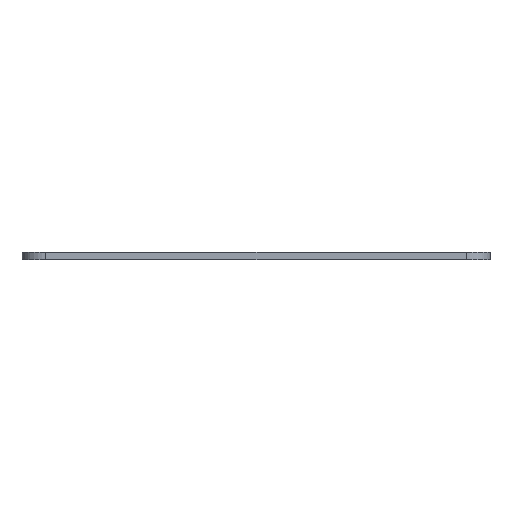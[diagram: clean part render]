
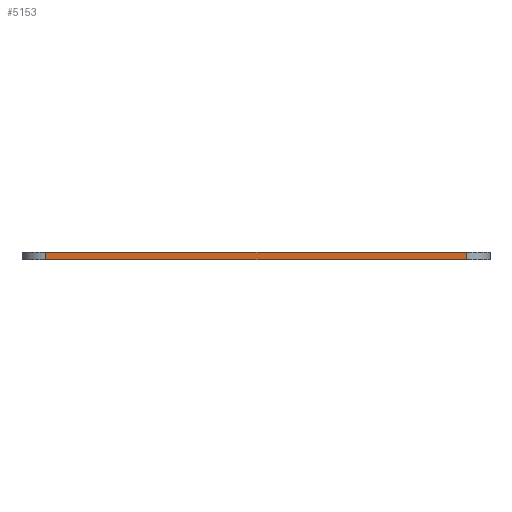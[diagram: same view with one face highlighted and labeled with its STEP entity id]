
A CAD part, left-side view. The second image highlights one B-rep face of the part: STEP entity #5153.
In plain terms, the highlighted planar face has unit normal (-1, 0, 0).
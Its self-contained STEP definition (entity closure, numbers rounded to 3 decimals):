
#263=PLANE('',#5382);
#534=FACE_OUTER_BOUND('',#843,.T.);
#843=EDGE_LOOP('',(#4727,#4728,#4729,#4730));
#1095=LINE('',#9595,#1508);
#1138=LINE('',#9766,#1551);
#1148=LINE('',#9792,#1561);
#1183=LINE('',#9934,#1596);
#1508=VECTOR('',#5728,10.);
#1551=VECTOR('',#5865,10.);
#1561=VECTOR('',#5883,10.);
#1596=VECTOR('',#5996,10.);
#2292=VERTEX_POINT('',#9591);
#2294=VERTEX_POINT('',#9594);
#2375=VERTEX_POINT('',#9764);
#2387=VERTEX_POINT('',#9790);
#2976=EDGE_CURVE('',#2292,#2294,#1095,.T.);
#3059=EDGE_CURVE('',#2375,#2292,#1138,.T.);
#3072=EDGE_CURVE('',#2375,#2387,#1148,.T.);
#3143=EDGE_CURVE('',#2294,#2387,#1183,.T.);
#4727=ORIENTED_EDGE('',*,*,#3059,.F.);
#4728=ORIENTED_EDGE('',*,*,#3072,.T.);
#4729=ORIENTED_EDGE('',*,*,#3143,.F.);
#4730=ORIENTED_EDGE('',*,*,#2976,.F.);
#5153=ADVANCED_FACE('',(#534),#263,.T.);
#5382=AXIS2_PLACEMENT_3D('',#10085,#6221,#6222);
#5728=DIRECTION('',(0.,-1.,0.));
#5865=DIRECTION('',(0.,0.,1.));
#5883=DIRECTION('',(0.,-1.,0.));
#5996=DIRECTION('',(0.,0.,-1.));
#6221=DIRECTION('center_axis',(-1.,0.,0.));
#6222=DIRECTION('ref_axis',(0.,-1.,0.));
#9591=CARTESIAN_POINT('',(-19.175,13.375,1.5));
#9594=CARTESIAN_POINT('',(-19.175,-75.125,1.5));
#9595=CARTESIAN_POINT('',(-19.175,18.375,1.5));
#9764=CARTESIAN_POINT('',(-19.175,13.375,0.));
#9766=CARTESIAN_POINT('',(-19.175,13.375,0.));
#9790=CARTESIAN_POINT('',(-19.175,-75.125,0.));
#9792=CARTESIAN_POINT('',(-19.175,18.375,0.));
#9934=CARTESIAN_POINT('',(-19.175,-75.125,0.));
#10085=CARTESIAN_POINT('Origin',(-19.175,18.375,0.));
